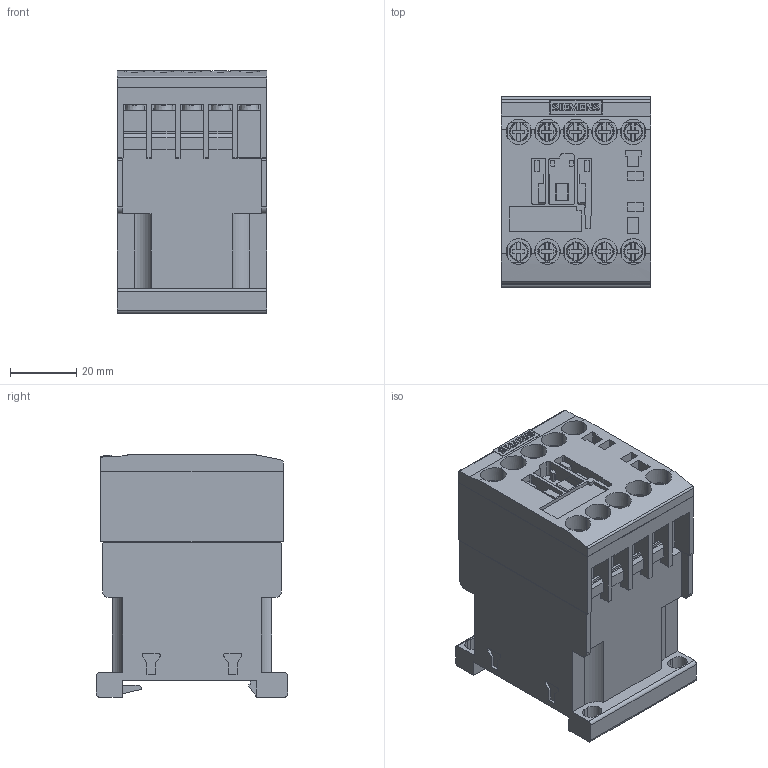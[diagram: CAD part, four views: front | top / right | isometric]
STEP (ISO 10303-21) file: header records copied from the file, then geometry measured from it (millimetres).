
FILE_DESCRIPTION(('STEP AP214'),'1');
FILE_NAME('cctmp_7DB7417F-E4A5-410A-BC4F-54559A9ADD38_2023_07_21_09_36_46_0304..stp','2023-07-21T07:36:47',('SIEMENS A&D'),('CADClick - www.CADClick.com'),'Spatial InterOp 3D postprocessed',' ','unknown authorization');
FILE_SCHEMA(('AUTOMOTIVE_DESIGN'));
Length unit declared in the file: millimetre
Products named in the file (1): 2023_07_21_09_36_46_0272
Bounding box: 45 x 57.5 x 73 mm (x, y, z)
Volume: 139883.5 mm3; surface area: 33905.6 mm2
Topology: 1 solids, 1 shells, 826 faces, 2460 edges, 1618 vertices
Faces by surface type: plane 628, cylinder 133, torus 40, cone 25
Entity records: 30762 total; most frequent: CARTESIAN_POINT 5630, ORIENTED_EDGE 4920, DIRECTION 4557, EDGE_CURVE 2460, LINE 1887, VECTOR 1887, VERTEX_POINT 1618, AXIS2_PLACEMENT_3D 1335
